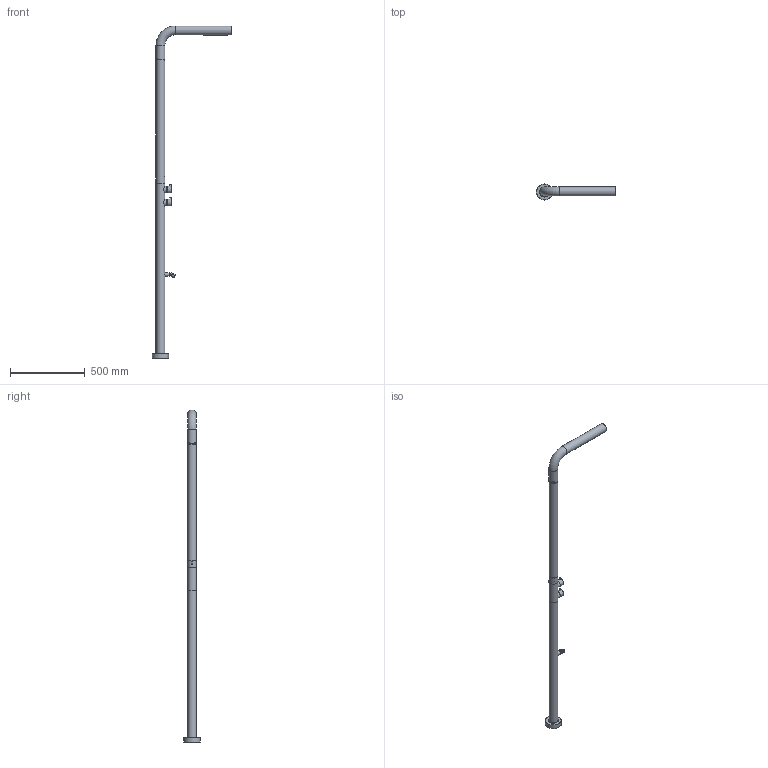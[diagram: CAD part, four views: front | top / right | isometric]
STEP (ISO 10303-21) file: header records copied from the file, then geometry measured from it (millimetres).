
FILE_DESCRIPTION(/* description */ ('CAx-IF Rec.Pracs.---Representation and Presentation of Product Manufacturing Information (PMI)---4.0---2014-10-13','CAx-IF Rec.Pracs.---3D Tessellated Geometry---0.4---2014-09-14','2;1'),/* implementation_level */ '2;1');
FILE_NAME(/* name */ 'S327-1UN整体',/* time_stamp */ '2024-08-24T16:30:17+08:00',/* author */ (''),/* organization */ (''),/* preprocessor_version */ 'ST-DEVELOPER v16.7',/* originating_system */ $,/* authorisation */ $);
FILE_SCHEMA (('AP242_MANAGED_MODEL_BASED_3D_ENGINEERING_MIM_LF { 1 0 10303 442 20130219 1 4 }'));
Length unit declared in the file: millimetre
Products named in the file (1): S327-1UN整体
Bounding box: 531 x 108 x 2227 mm (x, y, z)
Volume: 1976094.9 mm3; surface area: 1050052.1 mm2
Topology: 67 solids, 67 shells, 3253 faces, 8769 edges, 5625 vertices
Faces by surface type: cylinder 1900, plane 1028, torus 202, cone 120, bspline 2, sphere 1
Full cylindrical faces by diameter (mm): 4 x48, 5 x9, 8 x1, 9 x1, 10 x2, 16 x1, 20 x1, 21 x1, 21.2 x5, 22 x1, 22.5 x1, 24 x2, 26 x1, 33.571 x1, 34.532 x1, 43 x1, 45 x8, 47.5 x5, 47.7 x1, 50 x2, 56 x2, 60 x4, 60.8 x2, 65 x1, 68 x1, 105 x1, 108 x1
Entity records: 109719 total; most frequent: CARTESIAN_POINT 26772, ORIENTED_EDGE 17172, DIRECTION 16061, EDGE_CURVE 8586, AXIS2_PLACEMENT_3D 6181, VERTEX_POINT 5566, FACE_BOUND 4950, EDGE_LOOP 4946
